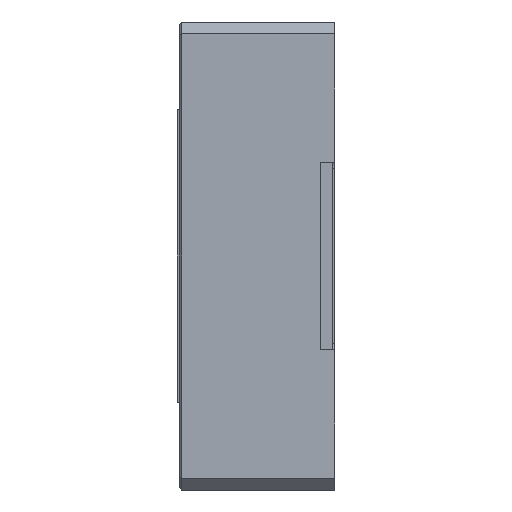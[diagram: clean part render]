
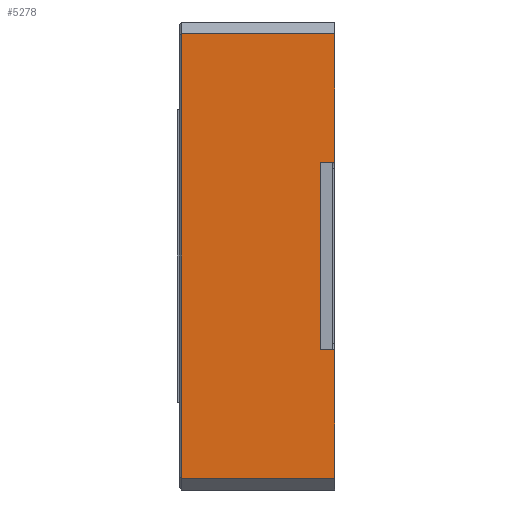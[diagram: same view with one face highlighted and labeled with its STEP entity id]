
A CAD part, left-side view. The second image highlights one B-rep face of the part: STEP entity #5278.
In plain terms, the highlighted planar face has unit normal (-1, 0, 0).
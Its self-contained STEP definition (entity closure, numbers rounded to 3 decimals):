
#27 = EDGE_CURVE ( 'NONE', #2104, #155, #2125, .T. ) ;
#155 = VERTEX_POINT ( 'NONE', #2641 ) ;
#163 = CARTESIAN_POINT ( 'NONE',  ( -40., 0., -19. ) ) ;
#272 = CARTESIAN_POINT ( 'NONE',  ( -40., 13.1, -19. ) ) ;
#285 = AXIS2_PLACEMENT_3D ( 'NONE', #4137, #2095, #2526 ) ;
#496 = DIRECTION ( 'NONE',  ( 0., 0., 1. ) ) ;
#549 = VERTEX_POINT ( 'NONE', #2672 ) ;
#582 = CARTESIAN_POINT ( 'NONE',  ( -40., 0., -20. ) ) ;
#610 = ORIENTED_EDGE ( 'NONE', *, *, #4364, .F. ) ;
#653 = LINE ( 'NONE', #2308, #1086 ) ;
#775 = ORIENTED_EDGE ( 'NONE', *, *, #3605, .T. ) ;
#812 = FACE_OUTER_BOUND ( 'NONE', #1918, .T. ) ;
#834 = VECTOR ( 'NONE', #1055, 1000. ) ;
#903 = EDGE_CURVE ( 'NONE', #4847, #549, #4880, .T. ) ;
#1055 = DIRECTION ( 'NONE',  ( 0., -1., 0. ) ) ;
#1086 = VECTOR ( 'NONE', #3980, 1000. ) ;
#1098 = DIRECTION ( 'NONE',  ( 0., 0., 1. ) ) ;
#1203 = DIRECTION ( 'NONE',  ( 0., 0., -1. ) ) ;
#1406 = CARTESIAN_POINT ( 'NONE',  ( -40., 0., 19. ) ) ;
#1727 = CARTESIAN_POINT ( 'NONE',  ( -40., 1.2, -8. ) ) ;
#1763 = VERTEX_POINT ( 'NONE', #163 ) ;
#1777 = CARTESIAN_POINT ( 'NONE',  ( -40., 1.2, -8. ) ) ;
#1918 = EDGE_LOOP ( 'NONE', ( #2342, #5374, #5279, #775, #610, #2759, #4709, #2176 ) ) ;
#1942 = VECTOR ( 'NONE', #1203, 1000. ) ;
#1986 = VECTOR ( 'NONE', #4257, 1000. ) ;
#2049 = VECTOR ( 'NONE', #4555, 1000. ) ;
#2095 = DIRECTION ( 'NONE',  ( 1., 0., 0. ) ) ;
#2104 = VERTEX_POINT ( 'NONE', #1406 ) ;
#2125 = LINE ( 'NONE', #2901, #2049 ) ;
#2176 = ORIENTED_EDGE ( 'NONE', *, *, #3401, .T. ) ;
#2246 = LINE ( 'NONE', #1777, #1986 ) ;
#2308 = CARTESIAN_POINT ( 'NONE',  ( -40., 13.5, -19. ) ) ;
#2342 = ORIENTED_EDGE ( 'NONE', *, *, #27, .T. ) ;
#2375 = VECTOR ( 'NONE', #1098, 1000. ) ;
#2423 = LINE ( 'NONE', #5372, #1942 ) ;
#2526 = DIRECTION ( 'NONE',  ( 0., 0., -1. ) ) ;
#2641 = CARTESIAN_POINT ( 'NONE',  ( -40., 13.1, 19. ) ) ;
#2672 = CARTESIAN_POINT ( 'NONE',  ( -40., 0., 8. ) ) ;
#2759 = ORIENTED_EDGE ( 'NONE', *, *, #3466, .F. ) ;
#2775 = CARTESIAN_POINT ( 'NONE',  ( -40., 0., -20. ) ) ;
#2837 = VERTEX_POINT ( 'NONE', #1727 ) ;
#2901 = CARTESIAN_POINT ( 'NONE',  ( -40., 13.5, 19. ) ) ;
#3319 = VECTOR ( 'NONE', #3407, 1000. ) ;
#3327 = PLANE ( 'NONE',  #285 ) ;
#3377 = LINE ( 'NONE', #4712, #3319 ) ;
#3401 = EDGE_CURVE ( 'NONE', #549, #2104, #5111, .T. ) ;
#3407 = DIRECTION ( 'NONE',  ( 0., -1., 0. ) ) ;
#3466 = EDGE_CURVE ( 'NONE', #4847, #2837, #2246, .T. ) ;
#3605 = EDGE_CURVE ( 'NONE', #1763, #3788, #3628, .T. ) ;
#3609 = VECTOR ( 'NONE', #496, 1000. ) ;
#3628 = LINE ( 'NONE', #2775, #2375 ) ;
#3761 = EDGE_CURVE ( 'NONE', #155, #5102, #2423, .T. ) ;
#3788 = VERTEX_POINT ( 'NONE', #5351 ) ;
#3980 = DIRECTION ( 'NONE',  ( 0., -1., 0. ) ) ;
#4137 = CARTESIAN_POINT ( 'NONE',  ( -40., 13.5, -20. ) ) ;
#4257 = DIRECTION ( 'NONE',  ( 0., 0., -1. ) ) ;
#4263 = CARTESIAN_POINT ( 'NONE',  ( -40., 1.2, 8. ) ) ;
#4364 = EDGE_CURVE ( 'NONE', #2837, #3788, #3377, .T. ) ;
#4466 = CARTESIAN_POINT ( 'NONE',  ( -40., 1.2, 8. ) ) ;
#4503 = EDGE_CURVE ( 'NONE', #5102, #1763, #653, .T. ) ;
#4555 = DIRECTION ( 'NONE',  ( 0., 1., 0. ) ) ;
#4709 = ORIENTED_EDGE ( 'NONE', *, *, #903, .T. ) ;
#4712 = CARTESIAN_POINT ( 'NONE',  ( -40., 1.2, -8. ) ) ;
#4847 = VERTEX_POINT ( 'NONE', #4263 ) ;
#4880 = LINE ( 'NONE', #4466, #834 ) ;
#5102 = VERTEX_POINT ( 'NONE', #272 ) ;
#5111 = LINE ( 'NONE', #582, #3609 ) ;
#5278 = ADVANCED_FACE ( 'NONE', ( #812 ), #3327, .F. ) ;
#5279 = ORIENTED_EDGE ( 'NONE', *, *, #4503, .T. ) ;
#5351 = CARTESIAN_POINT ( 'NONE',  ( -40., 0., -8. ) ) ;
#5372 = CARTESIAN_POINT ( 'NONE',  ( -40., 13.1, -19. ) ) ;
#5374 = ORIENTED_EDGE ( 'NONE', *, *, #3761, .T. ) ;
